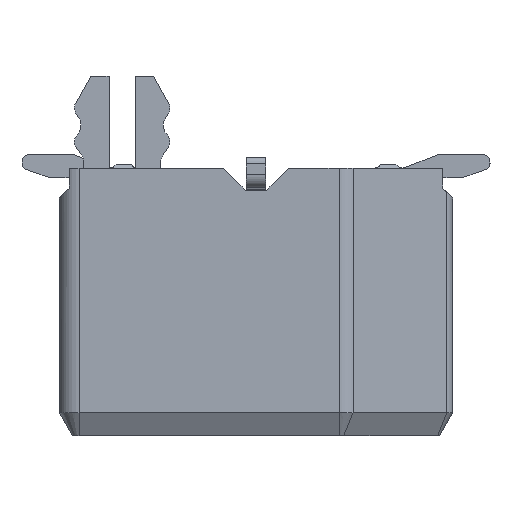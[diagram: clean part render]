
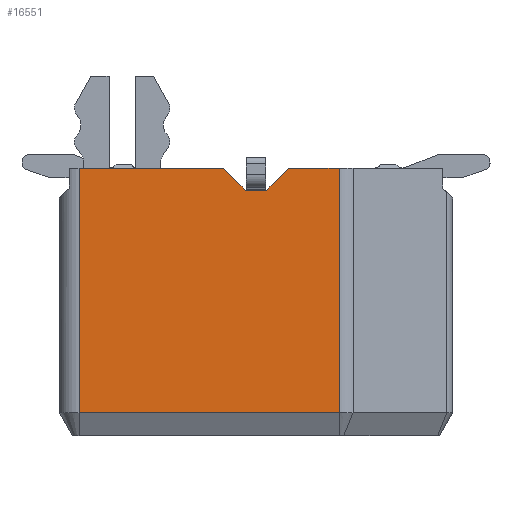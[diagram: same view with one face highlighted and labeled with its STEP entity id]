
A CAD part, left-side view. The second image highlights one B-rep face of the part: STEP entity #16551.
In plain terms, the highlighted planar face has unit normal (-1, 0, 0).
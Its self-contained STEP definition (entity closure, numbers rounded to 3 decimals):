
#13977=CARTESIAN_POINT('',(-10.,-1.261,4.06));
#13978=VERTEX_POINT('',#13977);
#13986=CARTESIAN_POINT('',(-10.,-1.261,0.35));
#13987=VERTEX_POINT('',#13986);
#13988=CARTESIAN_POINT('',(-10.,-1.261,4.06));
#13989=DIRECTION('',(0.,0.,-1.));
#13990=VECTOR('',#13989,3.71);
#13991=LINE('',#13988,#13990);
#13992=EDGE_CURVE('',#13978,#13987,#13991,.T.);
#14065=CARTESIAN_POINT('',(-10.,2.685,0.35));
#14066=VERTEX_POINT('',#14065);
#14067=CARTESIAN_POINT('',(-10.,-1.261,0.35));
#14068=DIRECTION('',(0.,1.,0.));
#14069=VECTOR('',#14068,3.946);
#14070=LINE('',#14067,#14069);
#14071=EDGE_CURVE('',#13987,#14066,#14070,.T.);
#16496=CARTESIAN_POINT('',(-10.,0.8,2.03));
#16497=DIRECTION('',(0.,-1.,0.));
#16498=DIRECTION('',(-1.,0.,0.));
#16499=AXIS2_PLACEMENT_3D('',#16496,#16498,#16497);
#16500=PLANE('',#16499);
#16501=CARTESIAN_POINT('',(-10.,-0.165,3.73));
#16502=VERTEX_POINT('',#16501);
#16503=CARTESIAN_POINT('',(-10.,0.165,3.73));
#16504=VERTEX_POINT('',#16503);
#16505=CARTESIAN_POINT('',(-10.,-0.165,3.73));
#16506=DIRECTION('',(0.,1.,0.));
#16507=VECTOR('',#16506,0.33);
#16508=LINE('',#16505,#16507);
#16509=EDGE_CURVE('',#16502,#16504,#16508,.T.);
#16510=ORIENTED_EDGE('',*,*,#16509,.T.);
#16511=CARTESIAN_POINT('',(-10.,0.495,4.06));
#16512=VERTEX_POINT('',#16511);
#16513=CARTESIAN_POINT('',(-10.,0.165,3.73));
#16514=DIRECTION('',(0.,0.707,0.707));
#16515=VECTOR('',#16514,0.467);
#16516=LINE('',#16513,#16515);
#16517=EDGE_CURVE('',#16504,#16512,#16516,.T.);
#16518=ORIENTED_EDGE('',*,*,#16517,.T.);
#16519=CARTESIAN_POINT('',(-10.,2.685,4.06));
#16520=VERTEX_POINT('',#16519);
#16521=CARTESIAN_POINT('',(-10.,0.495,4.06));
#16522=DIRECTION('',(0.,1.,0.));
#16523=VECTOR('',#16522,2.19);
#16524=LINE('',#16521,#16523);
#16525=EDGE_CURVE('',#16512,#16520,#16524,.T.);
#16526=ORIENTED_EDGE('',*,*,#16525,.T.);
#16527=CARTESIAN_POINT('',(-10.,2.685,4.06));
#16528=DIRECTION('',(0.,0.,-1.));
#16529=VECTOR('',#16528,3.71);
#16530=LINE('',#16527,#16529);
#16531=EDGE_CURVE('',#16520,#14066,#16530,.T.);
#16532=ORIENTED_EDGE('',*,*,#16531,.T.);
#16533=ORIENTED_EDGE('',*,*,#14071,.F.);
#16534=ORIENTED_EDGE('',*,*,#13992,.F.);
#16535=CARTESIAN_POINT('',(-10.,-0.495,4.06));
#16536=VERTEX_POINT('',#16535);
#16537=CARTESIAN_POINT('',(-10.,-1.261,4.06));
#16538=DIRECTION('',(0.,1.,0.));
#16539=VECTOR('',#16538,0.766);
#16540=LINE('',#16537,#16539);
#16541=EDGE_CURVE('',#13978,#16536,#16540,.T.);
#16542=ORIENTED_EDGE('',*,*,#16541,.T.);
#16543=CARTESIAN_POINT('',(-10.,-0.495,4.06));
#16544=DIRECTION('',(0.,0.707,-0.707));
#16545=VECTOR('',#16544,0.467);
#16546=LINE('',#16543,#16545);
#16547=EDGE_CURVE('',#16536,#16502,#16546,.T.);
#16548=ORIENTED_EDGE('',*,*,#16547,.T.);
#16549=EDGE_LOOP('',(#16510,#16518,#16526,#16532,#16533,#16534,#16542,#16548));
#16550=FACE_OUTER_BOUND('',#16549,.T.);
#16551=ADVANCED_FACE('',(#16550),#16500,.T.);
